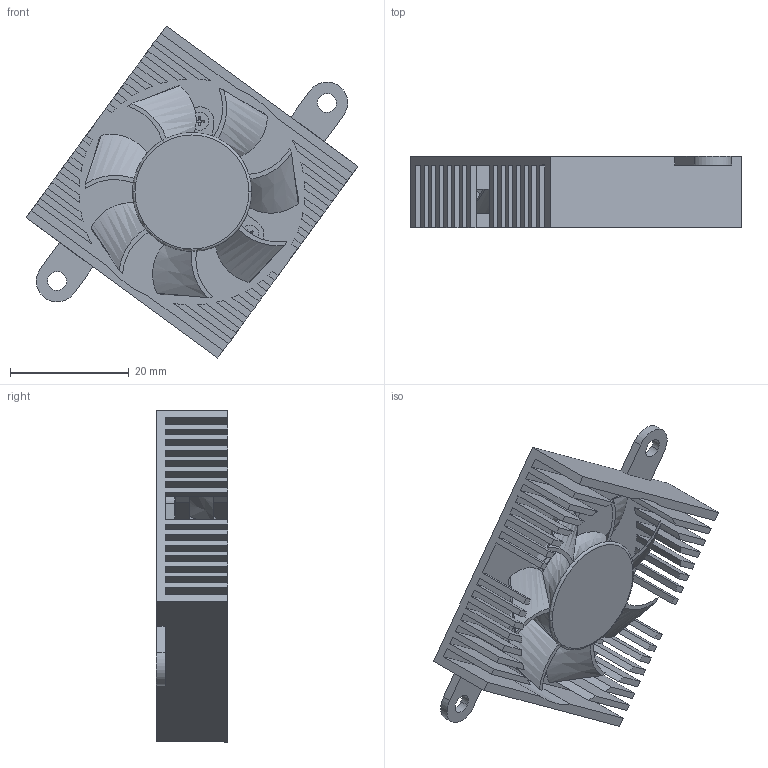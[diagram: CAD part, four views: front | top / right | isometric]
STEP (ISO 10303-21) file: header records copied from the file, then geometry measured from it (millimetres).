
FILE_DESCRIPTION (( 'STEP AP214' ), '1' );
FILE_NAME ('ALSRobot-Heatsink with fan.STEP', '2022-04-07T16:39:06', ( 'boksop' ), ( '' ), 'SwSTEP 2.0', 'SolidWorks 2020', '' );
FILE_SCHEMA (( 'AUTOMOTIVE_DESIGN' ));
Length unit declared in the file: millimetre
Products named in the file (10): ALSRobot-Heatsink with fan_User Library-Heatsink with fan_Fan blades; ALSRobot-Heatsink with fan_User Library-Heatsink with fan_DIN EN ISO 7046-2-R1_M2x4-H1; ALSRobot-Heatsink with fan_User Library-Heatsink with fan_Stator; ALSRobot-Heatsink with fan; ALSRobot-Heatsink with fan_User Library-Heatsink with fan_Heatsink; ALSRobot-Heatsink with fan_User Library-Heatsink with fan_Ferite ring; ALSRobot-Heatsink with fan_User Library-Heatsink with fan_Shaft; ALSRobot-Heatsink with fan_User Library-Heatsink with fan_Coil; ALSRobot-Heatsink with fan_User Library-Heatsink with fan_Pertinax; ALSRobot-Heatsink with fan_User Library-Heatsink with fan_Motor holder
Assembly tree (14 placements, depth 2):
  ALSRobot-Heatsink with fan
    ALSRobot-Heatsink with fan_User Library-Heatsink with fan_Heatsink
    ALSRobot-Heatsink with fan_User Library-Heatsink with fan_Motor holder
    ALSRobot-Heatsink with fan_User Library-Heatsink with fan_Fan blades
    ALSRobot-Heatsink with fan_User Library-Heatsink with fan_Ferite ring
    ALSRobot-Heatsink with fan_User Library-Heatsink with fan_Stator
    ALSRobot-Heatsink with fan_User Library-Heatsink with fan_Pertinax
    ALSRobot-Heatsink with fan_User Library-Heatsink with fan_Shaft
    ALSRobot-Heatsink with fan_User Library-Heatsink with fan_Coil  x4
    ALSRobot-Heatsink with fan_User Library-Heatsink with fan_DIN EN ISO 7046-2-R1_M2x4-H1  x3
Bounding box: 55.89 x 12 x 55.89 mm (x, y, z)
Volume: 6851.4 mm3; surface area: 13579.2 mm2
Topology: 10 solids, 14 shells, 392 faces, 1035 edges, 676 vertices
Faces by surface type: plane 217, cylinder 117, bspline 44, cone 12, torus 2
Entity records: 23321 total; most frequent: CARTESIAN_POINT 13254, ORIENTED_EDGE 1678, DIRECTION 1534, EDGE_CURVE 841, VERTEX_POINT 553, VECTOR 542, LINE 542, AXIS2_PLACEMENT_3D 496
